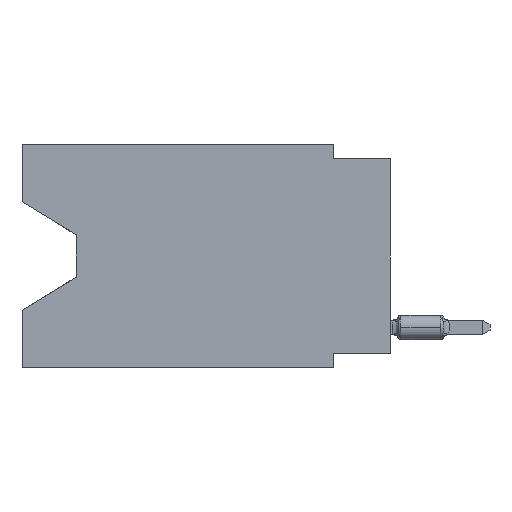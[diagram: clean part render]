
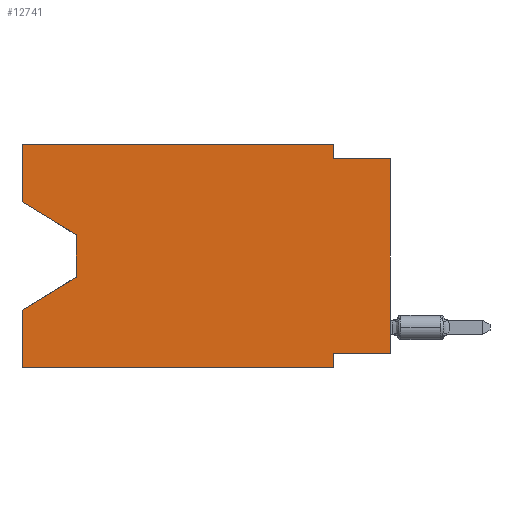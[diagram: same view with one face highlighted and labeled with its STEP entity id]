
A CAD part, left-side view. The second image highlights one B-rep face of the part: STEP entity #12741.
In plain terms, the highlighted planar face has unit normal (-1, 0, 0).
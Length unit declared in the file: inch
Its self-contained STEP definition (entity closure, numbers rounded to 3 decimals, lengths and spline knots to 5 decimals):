
#60 = EDGE_CURVE ( 'NONE', #16320, #12247, #5434, .T. ) ;
#175 = LINE ( 'NONE', #18190, #18008 ) ;
#1323 = LINE ( 'NONE', #14765, #1830 ) ;
#1374 = VECTOR ( 'NONE', #8852, 39.37008 ) ;
#1830 = VECTOR ( 'NONE', #7482, 39.37008 ) ;
#2202 = CARTESIAN_POINT ( 'NONE',  ( 0., 0.55, -0.158 ) ) ;
#2359 = CARTESIAN_POINT ( 'NONE',  ( 0., 0.645, -0.10025 ) ) ;
#2571 = CARTESIAN_POINT ( 'NONE',  ( 0., 0.1, -0.025 ) ) ;
#2985 = EDGE_CURVE ( 'NONE', #8089, #12370, #175, .T. ) ;
#3275 = EDGE_CURVE ( 'NONE', #3437, #18618, #12617, .T. ) ;
#3377 = LINE ( 'NONE', #4584, #15531 ) ;
#3437 = VERTEX_POINT ( 'NONE', #10026 ) ;
#3489 = CARTESIAN_POINT ( 'NONE',  ( 0., 0.645, -0.39 ) ) ;
#3612 = VECTOR ( 'NONE', #17411, 39.37008 ) ;
#3622 = EDGE_CURVE ( 'NONE', #16320, #7510, #16062, .T. ) ;
#3829 = EDGE_CURVE ( 'NONE', #12247, #12381, #1323, .T. ) ;
#4049 = VECTOR ( 'NONE', #8713, 39.37008 ) ;
#4584 = CARTESIAN_POINT ( 'NONE',  ( 0., 0., -0.025 ) ) ;
#4862 = ORIENTED_EDGE ( 'NONE', *, *, #3829, .F. ) ;
#4962 = AXIS2_PLACEMENT_3D ( 'NONE', #19514, #5597, #17738 ) ;
#5079 = CARTESIAN_POINT ( 'NONE',  ( 0., 0.1, -0.39 ) ) ;
#5230 = CARTESIAN_POINT ( 'NONE',  ( 0., 0.55, -0.232 ) ) ;
#5360 = VECTOR ( 'NONE', #11493, 39.37008 ) ;
#5434 = LINE ( 'NONE', #19227, #5360 ) ;
#5563 = VERTEX_POINT ( 'NONE', #16797 ) ;
#5597 = DIRECTION ( 'NONE',  ( 1., 0., 0. ) ) ;
#5915 = VERTEX_POINT ( 'NONE', #2571 ) ;
#5980 = CARTESIAN_POINT ( 'NONE',  ( 0., 0.1, 0. ) ) ;
#6089 = CARTESIAN_POINT ( 'NONE',  ( 0., 0.1, -0.39 ) ) ;
#6262 = DIRECTION ( 'NONE',  ( 0., 0., 1. ) ) ;
#6522 = EDGE_CURVE ( 'NONE', #7510, #17234, #14729, .T. ) ;
#6668 = EDGE_CURVE ( 'NONE', #15713, #5563, #17897, .T. ) ;
#6997 = ORIENTED_EDGE ( 'NONE', *, *, #14488, .F. ) ;
#7173 = ORIENTED_EDGE ( 'NONE', *, *, #12006, .F. ) ;
#7202 = VECTOR ( 'NONE', #9693, 39.37008 ) ;
#7482 = DIRECTION ( 'NONE',  ( 0., -1., 0. ) ) ;
#7510 = VERTEX_POINT ( 'NONE', #19634 ) ;
#7692 = ORIENTED_EDGE ( 'NONE', *, *, #12395, .F. ) ;
#7860 = EDGE_LOOP ( 'NONE', ( #18020, #8932, #15936, #8403, #18871, #10597, #7692, #14611, #6997, #7173, #4862, #8097 ) ) ;
#8089 = VERTEX_POINT ( 'NONE', #12642 ) ;
#8097 = ORIENTED_EDGE ( 'NONE', *, *, #60, .F. ) ;
#8403 = ORIENTED_EDGE ( 'NONE', *, *, #6668, .F. ) ;
#8405 = CARTESIAN_POINT ( 'NONE',  ( 0., 0.645, -0.10025 ) ) ;
#8597 = PLANE ( 'NONE',  #4962 ) ;
#8624 = CARTESIAN_POINT ( 'NONE',  ( 0., 0., -0.025 ) ) ;
#8713 = DIRECTION ( 'NONE',  ( 0., 1., 0. ) ) ;
#8852 = DIRECTION ( 'NONE',  ( 0., 0., 1. ) ) ;
#8932 = ORIENTED_EDGE ( 'NONE', *, *, #6522, .T. ) ;
#9693 = DIRECTION ( 'NONE',  ( 0., -0.855, -0.519 ) ) ;
#9824 = VECTOR ( 'NONE', #12788, 39.37008 ) ;
#10026 = CARTESIAN_POINT ( 'NONE',  ( 0., 0.1, -0.365 ) ) ;
#10077 = FACE_OUTER_BOUND ( 'NONE', #7860, .T. ) ;
#10211 = LINE ( 'NONE', #13401, #4049 ) ;
#10465 = DIRECTION ( 'NONE',  ( 0., 0., -1. ) ) ;
#10597 = ORIENTED_EDGE ( 'NONE', *, *, #3275, .F. ) ;
#11331 = VECTOR ( 'NONE', #17389, 39.37008 ) ;
#11391 = DIRECTION ( 'NONE',  ( 0., -1., 0. ) ) ;
#11493 = DIRECTION ( 'NONE',  ( 0., 0., 1. ) ) ;
#12006 = EDGE_CURVE ( 'NONE', #12381, #5915, #13648, .T. ) ;
#12247 = VERTEX_POINT ( 'NONE', #15786 ) ;
#12370 = VERTEX_POINT ( 'NONE', #8624 ) ;
#12381 = VERTEX_POINT ( 'NONE', #19240 ) ;
#12395 = EDGE_CURVE ( 'NONE', #8089, #3437, #10211, .T. ) ;
#12617 = LINE ( 'NONE', #5079, #11331 ) ;
#12642 = CARTESIAN_POINT ( 'NONE',  ( 0., 0., -0.365 ) ) ;
#12741 = ADVANCED_FACE ( 'NONE', ( #10077 ), #8597, .F. ) ;
#12788 = DIRECTION ( 'NONE',  ( 0., 0.855, -0.519 ) ) ;
#12884 = CARTESIAN_POINT ( 'NONE',  ( 0., 0.645, -0.39 ) ) ;
#13401 = CARTESIAN_POINT ( 'NONE',  ( 0., 0., -0.365 ) ) ;
#13523 = CARTESIAN_POINT ( 'NONE',  ( 0., 0.645, 0. ) ) ;
#13648 = LINE ( 'NONE', #5980, #15796 ) ;
#13736 = DIRECTION ( 'NONE',  ( 0., -1., 0. ) ) ;
#14488 = EDGE_CURVE ( 'NONE', #5915, #12370, #3377, .T. ) ;
#14611 = ORIENTED_EDGE ( 'NONE', *, *, #2985, .T. ) ;
#14729 = LINE ( 'NONE', #2202, #3612 ) ;
#14765 = CARTESIAN_POINT ( 'NONE',  ( 0., 0.645, 0. ) ) ;
#15011 = EDGE_CURVE ( 'NONE', #17234, #5563, #15877, .T. ) ;
#15531 = VECTOR ( 'NONE', #13736, 39.37008 ) ;
#15713 = VERTEX_POINT ( 'NONE', #3489 ) ;
#15786 = CARTESIAN_POINT ( 'NONE',  ( 0., 0.645, 0. ) ) ;
#15796 = VECTOR ( 'NONE', #10465, 39.37008 ) ;
#15877 = LINE ( 'NONE', #5230, #9824 ) ;
#15936 = ORIENTED_EDGE ( 'NONE', *, *, #15011, .T. ) ;
#16062 = LINE ( 'NONE', #8405, #7202 ) ;
#16320 = VERTEX_POINT ( 'NONE', #2359 ) ;
#16331 = CARTESIAN_POINT ( 'NONE',  ( 0., 0.55, -0.232 ) ) ;
#16699 = EDGE_CURVE ( 'NONE', #15713, #18618, #17058, .T. ) ;
#16797 = CARTESIAN_POINT ( 'NONE',  ( 0., 0.645, -0.28975 ) ) ;
#17058 = LINE ( 'NONE', #12884, #18073 ) ;
#17234 = VERTEX_POINT ( 'NONE', #16331 ) ;
#17389 = DIRECTION ( 'NONE',  ( 0., 0., -1. ) ) ;
#17411 = DIRECTION ( 'NONE',  ( 0., 0., -1. ) ) ;
#17738 = DIRECTION ( 'NONE',  ( 0., 0., -1. ) ) ;
#17897 = LINE ( 'NONE', #13523, #1374 ) ;
#18008 = VECTOR ( 'NONE', #6262, 39.37008 ) ;
#18020 = ORIENTED_EDGE ( 'NONE', *, *, #3622, .T. ) ;
#18073 = VECTOR ( 'NONE', #11391, 39.37008 ) ;
#18190 = CARTESIAN_POINT ( 'NONE',  ( 0., 0., 0. ) ) ;
#18618 = VERTEX_POINT ( 'NONE', #6089 ) ;
#18871 = ORIENTED_EDGE ( 'NONE', *, *, #16699, .T. ) ;
#19227 = CARTESIAN_POINT ( 'NONE',  ( 0., 0.645, 0. ) ) ;
#19240 = CARTESIAN_POINT ( 'NONE',  ( 0., 0.1, 0. ) ) ;
#19514 = CARTESIAN_POINT ( 'NONE',  ( 0., 0.645, 0. ) ) ;
#19634 = CARTESIAN_POINT ( 'NONE',  ( 0., 0.55, -0.158 ) ) ;
